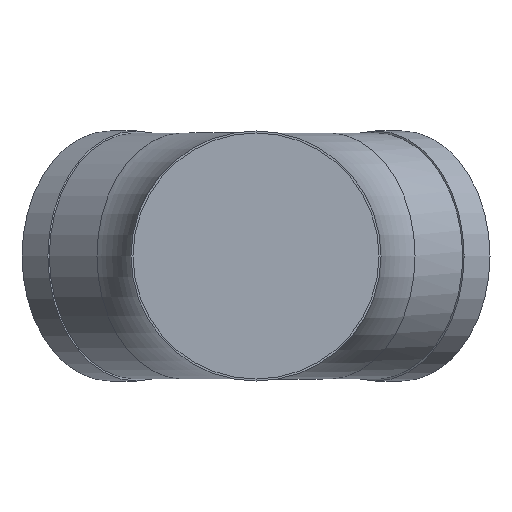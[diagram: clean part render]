
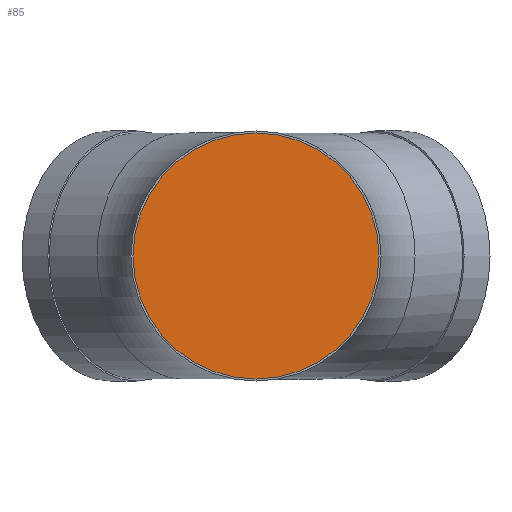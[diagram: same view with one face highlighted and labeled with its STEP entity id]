
A CAD part, front view. The second image highlights one B-rep face of the part: STEP entity #85.
In plain terms, the highlighted planar face has unit normal (0, -1, 0).
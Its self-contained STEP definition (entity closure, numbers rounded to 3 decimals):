
#85 = ADVANCED_FACE( '', ( #176 ), #177, .T. );
#176 = FACE_OUTER_BOUND( '', #280, .T. );
#177 = PLANE( '', #281 );
#280 = EDGE_LOOP( '', ( #391 ) );
#281 = AXIS2_PLACEMENT_3D( '', #392, #393, #394 );
#391 = ORIENTED_EDGE( '', *, *, #525, .T. );
#392 = CARTESIAN_POINT( '', ( 0., 50., 0. ) );
#393 = DIRECTION( '', ( 0., -1., 0. ) );
#394 = DIRECTION( '', ( 0., 0., -1. ) );
#525 = EDGE_CURVE( '', #592, #592, #593, .T. );
#592 = VERTEX_POINT( '', #746 );
#593 = CIRCLE( '', #747, 177.5 );
#746 = CARTESIAN_POINT( '', ( 0., 50., -177.5 ) );
#747 = AXIS2_PLACEMENT_3D( '', #903, #904, #905 );
#903 = CARTESIAN_POINT( '', ( 0., 50., 0. ) );
#904 = DIRECTION( '', ( 0., -1., 0. ) );
#905 = DIRECTION( '', ( 0., 0., -1. ) );
